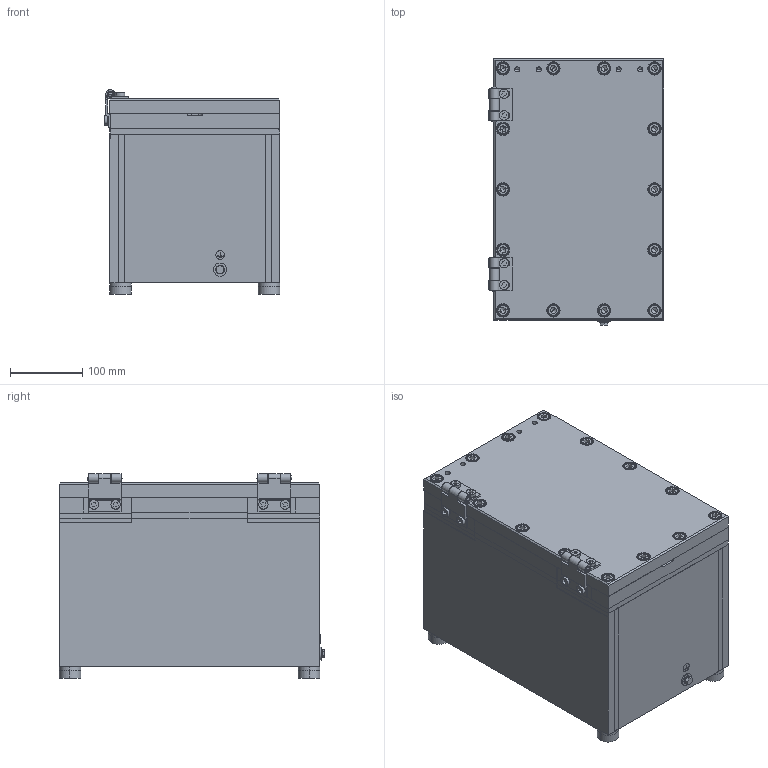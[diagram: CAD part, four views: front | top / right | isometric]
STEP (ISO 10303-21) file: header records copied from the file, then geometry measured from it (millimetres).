
FILE_DESCRIPTION (( 'STEP AP203' ), '1' );
FILE_NAME ('8264-_212-2_10.STEP', '2014-01-24T09:18:39', ( 'Admin' ), ( 'R. STAHL AG' ), 'SwSTEP 2.0', 'SolidWorks 2013', '' );
FILE_SCHEMA (( 'CONFIG_CONTROL_DESIGN' ));
Length unit declared in the file: millimetre
Products named in the file (16): 82_640_01_26_0_Teil_1; 502_606_0_Vereinfacht M10 x 30; 82_640_01_26_0_Teil_2; 520_539_0; 82_640_01_26_0_Teil_3; 502_812_0_Vereinfacht; 82_640_01_26_0; 506_548_0; 500_663_0_M 8 x 16; 506_886_0; 8264-_212-2_10; 82_649_08_55_0_NEC; 502_077_0; 82_649_51_04_3_Standard<Wie geschweiát>; 506_228_0; 82_649_51_05_3_82_649_81_05_3 unverlierbare Schraube
Assembly tree (42 placements, depth 3):
  8264-_212-2_10
    82_649_51_04_3_Standard<Wie geschweiát>
    82_649_51_05_3_82_649_81_05_3 unverlierbare Schraube
    502_606_0_Vereinfacht M10 x 30  x14
    520_539_0
    502_812_0_Vereinfacht
    506_548_0
    506_886_0
    82_649_08_55_0_NEC
    502_077_0  x4
    506_228_0  x4
    82_640_01_26_0  x2
      82_640_01_26_0_Teil_1
      82_640_01_26_0_Teil_2
      82_640_01_26_0_Teil_3
    500_663_0_M 8 x 16  x8
Bounding box: 242.6 x 366.9 x 282.5 mm (x, y, z)
Volume: 6883272 mm3; surface area: 1314815.1 mm2
Topology: 77 solids, 77 shells, 1538 faces, 3486 edges, 2120 vertices
Faces by surface type: plane 743, cylinder 425, cone 210, torus 124, bspline 28, sphere 8
Entity records: 26437 total; most frequent: CARTESIAN_POINT 4548, DIRECTION 4273, ORIENTED_EDGE 3766, EDGE_CURVE 1883, AXIS2_PLACEMENT_3D 1560, VERTEX_POINT 1203, VECTOR 1153, LINE 1153
